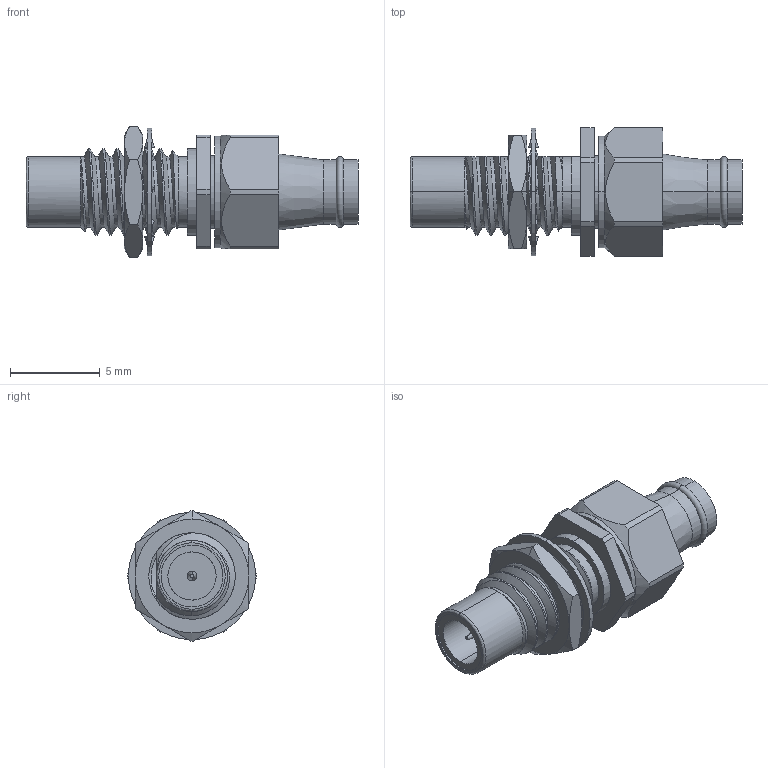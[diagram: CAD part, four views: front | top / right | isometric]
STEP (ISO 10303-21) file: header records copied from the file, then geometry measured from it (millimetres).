
FILE_DESCRIPTION (( 'STEP AP203' ), '1' );
FILE_NAME ('PE4278.step', '2019-01-08T00:06:01', ( '' ), ( '' ), 'SwSTEP 2.0', 'SolidWorks 2017', '' );
FILE_SCHEMA (( 'CONFIG_CONTROL_DESIGN' ));
Length unit declared in the file: inch
Products named in the file (1): PE4278
Bounding box: 18.54 x 7.17 x 7.33 mm (x, y, z)
Volume: 296.1 mm3; surface area: 629 mm2
Topology: 3 solids, 3 shells, 220 faces, 550 edges, 344 vertices
Faces by surface type: cylinder 83, bspline 52, plane 49, cone 34, torus 2
Entity records: 14513 total; most frequent: CARTESIAN_POINT 9741, ORIENTED_EDGE 1100, DIRECTION 806, EDGE_CURVE 550, VERTEX_POINT 344, AXIS2_PLACEMENT_3D 311, EDGE_LOOP 232, ADVANCED_FACE 220
